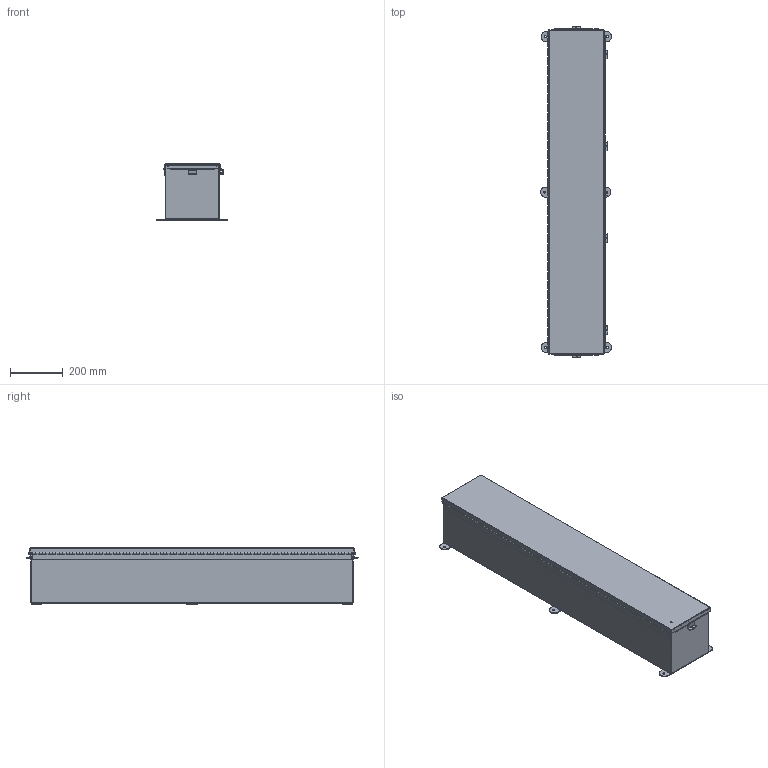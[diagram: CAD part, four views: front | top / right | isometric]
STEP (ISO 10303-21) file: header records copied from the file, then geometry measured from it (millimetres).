
FILE_DESCRIPTION (( 'STEP AP203' ), '1' );
FILE_NAME ('N080848SSCHTR.STEP', '2016-03-03T16:16:33', ( 'change1' ), ( 'Microsoft' ), 'SwSTEP 2.0', 'SolidWorks 2015', '' );
FILE_SCHEMA (( 'CONFIG_CONTROL_DESIGN' ));
Length unit declared in the file: inch
Products named in the file (13): N080848SSCHTR JIC Clamp Bracket; N080848SSCHTR JIC Cover Clamp; N080848SSCHTR JIC Top; N080848SSCHTR JIC Bottom; N080848SSCHTR JIC Enclosure Template; N080848SSCHTR HW-CD-S-25020-034; N080848SSCHTR Hinge Body Side; HW-CLH-JH-20154; N080848SSCHTR Hinge Cover Side JIC; N080848SSCHTR JIC Mounting Bracket; N080848SSCHTR _JIC Hinge; N080848SSCHTR; N080848SSCHTR JIC_Cover_Template
Assembly tree (25 placements, depth 3):
  N080848SSCHTR
    N080848SSCHTR JIC Enclosure Template
    N080848SSCHTR _JIC Hinge
      N080848SSCHTR Hinge Body Side
      N080848SSCHTR Hinge Cover Side JIC
    N080848SSCHTR JIC_Cover_Template
    N080848SSCHTR JIC Clamp Bracket  x6
    N080848SSCHTR JIC Cover Clamp  x6
    N080848SSCHTR JIC Top
    N080848SSCHTR JIC Bottom
    N080848SSCHTR HW-CD-S-25020-034  x2
    HW-CLH-JH-20154
    N080848SSCHTR JIC Mounting Bracket  x3
Bounding box: 269.07 x 1254.93 x 211.76 mm (x, y, z)
Volume: 2406086.9 mm3; surface area: 2534658.3 mm2
Topology: 24 solids, 24 shells, 1375 faces, 3524 edges, 2199 vertices
Faces by surface type: plane 821, cylinder 534, bspline 8, torus 8, cone 4
Entity records: 36302 total; most frequent: CARTESIAN_POINT 6348, DIRECTION 6075, ORIENTED_EDGE 5872, EDGE_CURVE 2936, VECTOR 2027, LINE 2027, AXIS2_PLACEMENT_3D 2024, VERTEX_POINT 1849
